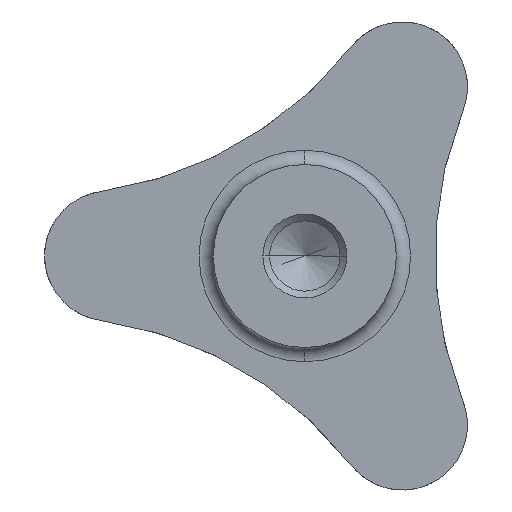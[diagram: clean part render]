
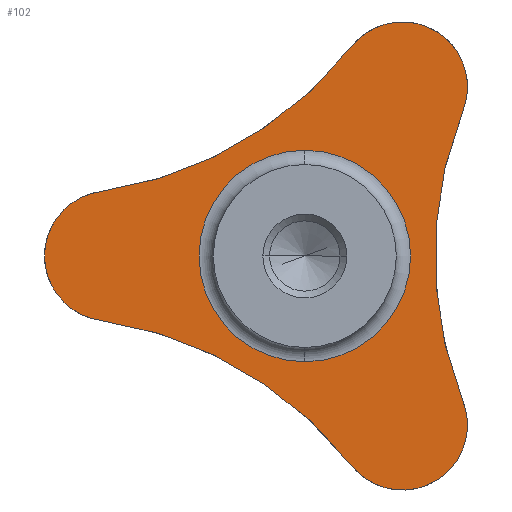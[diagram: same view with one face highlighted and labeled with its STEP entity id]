
A CAD part, front view. The second image highlights one B-rep face of the part: STEP entity #102.
In plain terms, the highlighted planar face has unit normal (0, -1, 0).
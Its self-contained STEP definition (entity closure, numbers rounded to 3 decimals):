
#102 = ADVANCED_FACE( '', ( #160, #161 ), #162, .T. );
#160 = FACE_OUTER_BOUND( '', #220, .T. );
#161 = FACE_BOUND( '', #221, .T. );
#162 = PLANE( '', #222 );
#220 = EDGE_LOOP( '', ( #420, #421, #422, #423, #424, #425, #426, #427, #428 ) );
#221 = EDGE_LOOP( '', ( #429, #430, #431 ) );
#222 = AXIS2_PLACEMENT_3D( '', #432, #433, #434 );
#420 = ORIENTED_EDGE( '', *, *, #497, .T. );
#421 = ORIENTED_EDGE( '', *, *, #489, .T. );
#422 = ORIENTED_EDGE( '', *, *, #477, .T. );
#423 = ORIENTED_EDGE( '', *, *, #481, .T. );
#424 = ORIENTED_EDGE( '', *, *, #506, .T. );
#425 = ORIENTED_EDGE( '', *, *, #503, .T. );
#426 = ORIENTED_EDGE( '', *, *, #486, .T. );
#427 = ORIENTED_EDGE( '', *, *, #508, .T. );
#428 = ORIENTED_EDGE( '', *, *, #494, .T. );
#429 = ORIENTED_EDGE( '', *, *, #517, .T. );
#430 = ORIENTED_EDGE( '', *, *, #454, .T. );
#431 = ORIENTED_EDGE( '', *, *, #518, .T. );
#432 = CARTESIAN_POINT( '', ( 21.8, 17., 0. ) );
#433 = DIRECTION( '', ( 0., -1., 0. ) );
#434 = DIRECTION( '', ( -1., 0., 0. ) );
#454 = EDGE_CURVE( '', #520, #526, #528, .T. );
#477 = EDGE_CURVE( '', #568, #566, #569, .T. );
#481 = EDGE_CURVE( '', #566, #574, #576, .T. );
#486 = EDGE_CURVE( '', #537, #583, #585, .T. );
#489 = EDGE_CURVE( '', #589, #568, #590, .T. );
#494 = EDGE_CURVE( '', #599, #597, #600, .T. );
#497 = EDGE_CURVE( '', #597, #589, #604, .T. );
#503 = EDGE_CURVE( '', #614, #537, #615, .T. );
#506 = EDGE_CURVE( '', #574, #614, #618, .T. );
#508 = EDGE_CURVE( '', #583, #599, #620, .T. );
#517 = EDGE_CURVE( '', #629, #520, #630, .T. );
#518 = EDGE_CURVE( '', #526, #629, #631, .T. );
#520 = VERTEX_POINT( '', #633 );
#526 = VERTEX_POINT( '', #639 );
#528 = CIRCLE( '', #641, 12.6 );
#537 = VERTEX_POINT( '', #652 );
#566 = VERTEX_POINT( '', #719 );
#568 = VERTEX_POINT( '', #738 );
#569 = CIRCLE( '', #739, 7.75 );
#574 = VERTEX_POINT( '', #750 );
#576 = CIRCLE( '', #753, 7.75 );
#583 = VERTEX_POINT( '', #791 );
#585 = CIRCLE( '', #794, 7.75 );
#589 = VERTEX_POINT( '', #832 );
#590 = CIRCLE( '', #833, 46.5 );
#597 = VERTEX_POINT( '', #855 );
#599 = VERTEX_POINT( '', #874 );
#600 = CIRCLE( '', #875, 7.75 );
#604 = CIRCLE( '', #885, 7.75 );
#614 = VERTEX_POINT( '', #952 );
#615 = CIRCLE( '', #953, 7.75 );
#618 = CIRCLE( '', #982, 46.5 );
#620 = CIRCLE( '', #1009, 46.5 );
#629 = VERTEX_POINT( '', #1018 );
#630 = CIRCLE( '', #1019, 12.6 );
#631 = CIRCLE( '', #1020, 12.6 );
#633 = CARTESIAN_POINT( '', ( 0., 17., -12.6 ) );
#639 = CARTESIAN_POINT( '', ( 0., 17., 12.6 ) );
#641 = AXIS2_PLACEMENT_3D( '', #1033, #1034, #1035 );
#652 = CARTESIAN_POINT( '', ( -31., 17., 0. ) );
#719 = CARTESIAN_POINT( '', ( 15.5, 17., 26.847 ) );
#738 = CARTESIAN_POINT( '', ( 18.821, 17., 17.259 ) );
#739 = AXIS2_PLACEMENT_3D( '', #1072, #1073, #1074 );
#750 = CARTESIAN_POINT( '', ( 5.536, 17., 24.929 ) );
#753 = AXIS2_PLACEMENT_3D( '', #1077, #1078, #1079 );
#791 = CARTESIAN_POINT( '', ( -24.357, 17., -7.671 ) );
#794 = AXIS2_PLACEMENT_3D( '', #1081, #1082, #1083 );
#832 = CARTESIAN_POINT( '', ( 18.821, 17., -17.259 ) );
#833 = AXIS2_PLACEMENT_3D( '', #1084, #1085, #1086 );
#855 = CARTESIAN_POINT( '', ( 15.5, 17., -26.847 ) );
#874 = CARTESIAN_POINT( '', ( 5.536, 17., -24.929 ) );
#875 = AXIS2_PLACEMENT_3D( '', #1088, #1089, #1090 );
#885 = AXIS2_PLACEMENT_3D( '', #1092, #1093, #1094 );
#952 = CARTESIAN_POINT( '', ( -24.357, 17., 7.671 ) );
#953 = AXIS2_PLACEMENT_3D( '', #1095, #1096, #1097 );
#982 = AXIS2_PLACEMENT_3D( '', #1099, #1100, #1101 );
#1009 = AXIS2_PLACEMENT_3D( '', #1102, #1103, #1104 );
#1018 = CARTESIAN_POINT( '', ( 12.6, 17., 0. ) );
#1019 = AXIS2_PLACEMENT_3D( '', #1129, #1130, #1131 );
#1020 = AXIS2_PLACEMENT_3D( '', #1132, #1133, #1134 );
#1033 = CARTESIAN_POINT( '', ( 0., 17., 0. ) );
#1034 = DIRECTION( '', ( 0., 1., 0. ) );
#1035 = DIRECTION( '', ( 1., 0., 0. ) );
#1072 = CARTESIAN_POINT( '', ( 11.625, 17., 20.135 ) );
#1073 = DIRECTION( '', ( 0., -1., 0. ) );
#1074 = DIRECTION( '', ( -0.786, 0., 0.619 ) );
#1077 = CARTESIAN_POINT( '', ( 11.625, 17., 20.135 ) );
#1078 = DIRECTION( '', ( 0., -1., 0. ) );
#1079 = DIRECTION( '', ( -0.786, 0., 0.619 ) );
#1081 = CARTESIAN_POINT( '', ( -23.25, 17., 0. ) );
#1082 = DIRECTION( '', ( 0., -1., 0. ) );
#1083 = DIRECTION( '', ( -0.143, 0., -0.99 ) );
#1084 = CARTESIAN_POINT( '', ( 62., 17., 0. ) );
#1085 = DIRECTION( '', ( 0., 1., 0. ) );
#1086 = DIRECTION( '', ( -0.929, 0., 0.371 ) );
#1088 = CARTESIAN_POINT( '', ( 11.625, 17., -20.135 ) );
#1089 = DIRECTION( '', ( 0., -1., 0. ) );
#1090 = DIRECTION( '', ( 0.929, 0., 0.371 ) );
#1092 = CARTESIAN_POINT( '', ( 11.625, 17., -20.135 ) );
#1093 = DIRECTION( '', ( 0., -1., 0. ) );
#1094 = DIRECTION( '', ( 0.929, 0., 0.371 ) );
#1095 = CARTESIAN_POINT( '', ( -23.25, 17., 0. ) );
#1096 = DIRECTION( '', ( 0., -1., 0. ) );
#1097 = DIRECTION( '', ( -0.143, 0., -0.99 ) );
#1099 = CARTESIAN_POINT( '', ( -31., 17., 53.694 ) );
#1100 = DIRECTION( '', ( 0., 1., 0. ) );
#1101 = DIRECTION( '', ( 0.143, 0., -0.99 ) );
#1102 = CARTESIAN_POINT( '', ( -31., 17., -53.694 ) );
#1103 = DIRECTION( '', ( 0., 1., 0. ) );
#1104 = DIRECTION( '', ( 0.786, 0., 0.619 ) );
#1129 = CARTESIAN_POINT( '', ( 0., 17., 0. ) );
#1130 = DIRECTION( '', ( 0., 1., 0. ) );
#1131 = DIRECTION( '', ( 1., 0., 0. ) );
#1132 = CARTESIAN_POINT( '', ( 0., 17., 0. ) );
#1133 = DIRECTION( '', ( 0., 1., 0. ) );
#1134 = DIRECTION( '', ( 1., 0., 0. ) );
